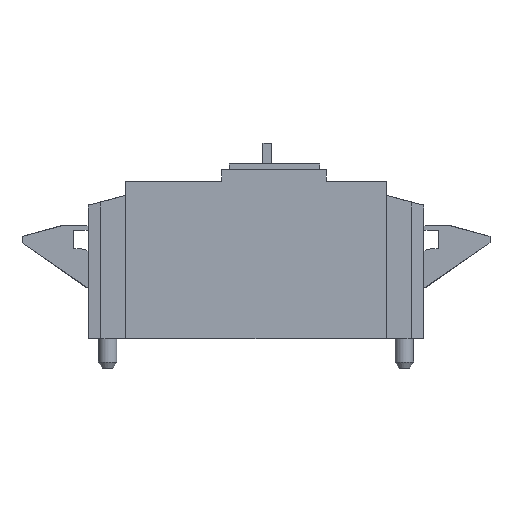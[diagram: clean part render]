
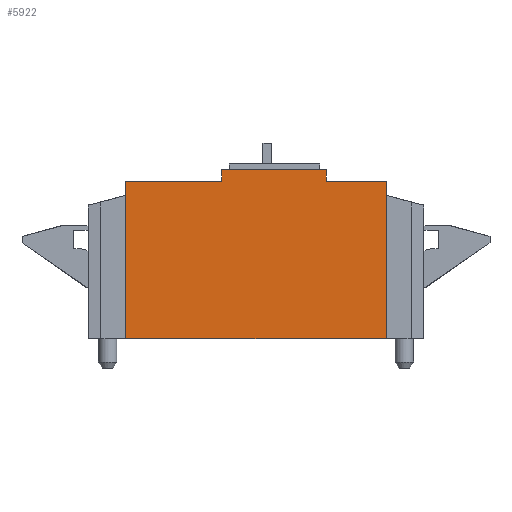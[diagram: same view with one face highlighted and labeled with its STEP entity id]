
A CAD part, left-side view. The second image highlights one B-rep face of the part: STEP entity #5922.
In plain terms, the highlighted planar face has unit normal (-1, 0, 0).
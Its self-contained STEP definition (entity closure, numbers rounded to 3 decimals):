
#505=ORIENTED_EDGE('',*,*,#2044,.F.);
#506=ORIENTED_EDGE('',*,*,#2079,.F.);
#507=ORIENTED_EDGE('',*,*,#2076,.F.);
#508=ORIENTED_EDGE('',*,*,#2071,.F.);
#509=ORIENTED_EDGE('',*,*,#1910,.F.);
#510=ORIENTED_EDGE('',*,*,#2068,.F.);
#511=ORIENTED_EDGE('',*,*,#2063,.F.);
#512=ORIENTED_EDGE('',*,*,#2052,.F.);
#1910=EDGE_CURVE('',#2730,#2731,#3305,.T.);
#2044=EDGE_CURVE('',#2834,#2835,#3439,.T.);
#2052=EDGE_CURVE('',#2835,#2842,#3447,.T.);
#2063=EDGE_CURVE('',#2842,#2852,#3458,.T.);
#2068=EDGE_CURVE('',#2852,#2730,#3463,.T.);
#2071=EDGE_CURVE('',#2731,#2856,#3466,.T.);
#2076=EDGE_CURVE('',#2856,#2860,#3469,.T.);
#2079=EDGE_CURVE('',#2860,#2834,#3472,.T.);
#2730=VERTEX_POINT('',#8426);
#2731=VERTEX_POINT('',#8427);
#2834=VERTEX_POINT('',#8690);
#2835=VERTEX_POINT('',#8691);
#2842=VERTEX_POINT('',#8707);
#2852=VERTEX_POINT('',#8729);
#2856=VERTEX_POINT('',#8743);
#2860=VERTEX_POINT('',#8753);
#3305=LINE('',#8425,#4049);
#3439=LINE('',#8689,#4183);
#3447=LINE('',#8706,#4191);
#3458=LINE('',#8728,#4202);
#3463=LINE('',#8738,#4207);
#3466=LINE('',#8742,#4210);
#3469=LINE('',#8752,#4213);
#3472=LINE('',#8758,#4216);
#4049=VECTOR('',#6791,1000.);
#4183=VECTOR('',#6977,1000.);
#4191=VECTOR('',#6987,1000.);
#4202=VECTOR('',#7000,1000.);
#4207=VECTOR('',#7007,1000.);
#4210=VECTOR('',#7012,1000.);
#4213=VECTOR('',#7021,1000.);
#4216=VECTOR('',#7026,1000.);
#4800=EDGE_LOOP('',(#505,#506,#507,#508,#509,#510,#511,#512));
#5222=FACE_BOUND('',#4800,.T.);
#5629=PLANE('',#6307);
#5922=ADVANCED_FACE('',(#5222),#5629,.F.);
#6307=AXIS2_PLACEMENT_3D('',#8763,#7032,#7033);
#6791=DIRECTION('',(0.,1.,0.));
#6977=DIRECTION('',(0.,-1.,0.));
#6987=DIRECTION('',(0.,0.,-1.));
#7000=DIRECTION('',(0.,-1.,0.));
#7007=DIRECTION('',(0.,0.,-1.));
#7012=DIRECTION('',(0.,0.,1.));
#7021=DIRECTION('',(0.,-1.,0.));
#7026=DIRECTION('',(0.,0.,1.));
#7032=DIRECTION('',(1.,0.,0.));
#7033=DIRECTION('',(0.,0.,-1.));
#8425=CARTESIAN_POINT('',(0.,-56.2,0.));
#8426=CARTESIAN_POINT('',(0.,-56.2,0.));
#8427=CARTESIAN_POINT('',(0.,56.2,0.));
#8689=CARTESIAN_POINT('',(0.,14.7,73.));
#8690=CARTESIAN_POINT('',(0.,14.7,73.));
#8691=CARTESIAN_POINT('',(0.,-30.3,73.));
#8706=CARTESIAN_POINT('',(0.,-30.3,73.));
#8707=CARTESIAN_POINT('',(0.,-30.3,68.));
#8728=CARTESIAN_POINT('',(0.,-30.3,68.));
#8729=CARTESIAN_POINT('',(0.,-56.2,68.));
#8738=CARTESIAN_POINT('',(0.,-56.2,68.));
#8742=CARTESIAN_POINT('',(0.,56.2,0.));
#8743=CARTESIAN_POINT('',(0.,56.2,68.));
#8752=CARTESIAN_POINT('',(0.,56.2,68.));
#8753=CARTESIAN_POINT('',(0.,14.7,68.));
#8758=CARTESIAN_POINT('',(0.,14.7,68.));
#8763=CARTESIAN_POINT('',(0.,0.,0.));
